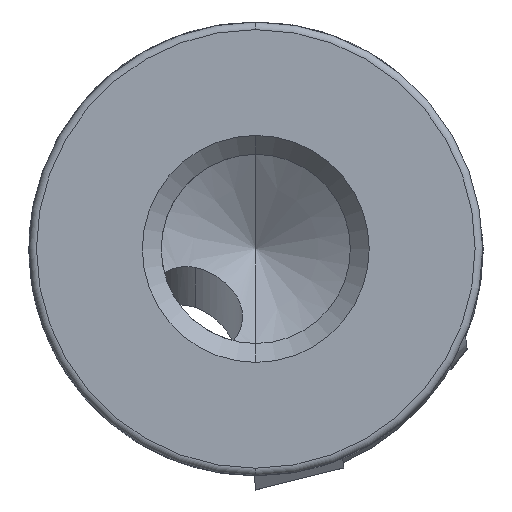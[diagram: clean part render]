
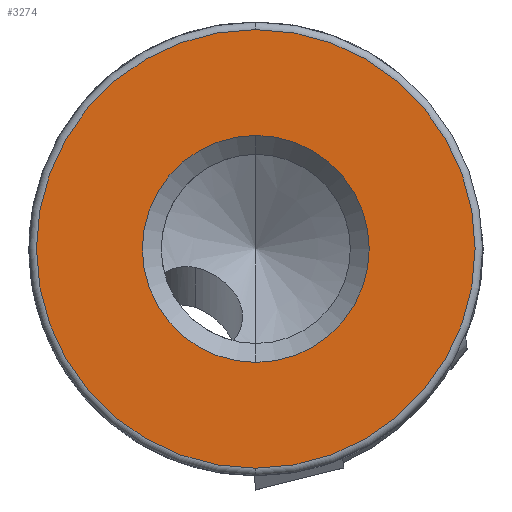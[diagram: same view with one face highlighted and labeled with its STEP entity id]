
A CAD part, left-side view. The second image highlights one B-rep face of the part: STEP entity #3274.
In plain terms, the highlighted planar face has unit normal (-1, 0, 0).
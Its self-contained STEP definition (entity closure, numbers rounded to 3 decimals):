
#36 = AXIS2_PLACEMENT_3D ( 'NONE', #2104, #2087, #2092 ) ;
#244 = CARTESIAN_POINT ( 'NONE',  ( -23., 0., 12.175 ) ) ;
#381 = CARTESIAN_POINT ( 'NONE',  ( -23., 0., 9.375 ) ) ;
#463 = CIRCLE ( 'NONE', #1575, 5.8 ) ;
#498 = VERTEX_POINT ( 'NONE', #1572 ) ;
#573 = DIRECTION ( 'NONE',  ( 0., 0., -1. ) ) ;
#585 = DIRECTION ( 'NONE',  ( -1., 0., 0. ) ) ;
#586 = CARTESIAN_POINT ( 'NONE',  ( -23., 0., 6.375 ) ) ;
#651 = DIRECTION ( 'NONE',  ( 0., 0., 1. ) ) ;
#659 = DIRECTION ( 'NONE',  ( -1., 0., 0. ) ) ;
#665 = CARTESIAN_POINT ( 'NONE',  ( -23., 0., 6.375 ) ) ;
#728 = EDGE_LOOP ( 'NONE', ( #4490, #4528 ) ) ;
#759 = FACE_BOUND ( 'NONE', #728, .T. ) ;
#826 = AXIS2_PLACEMENT_3D ( 'NONE', #2883, #2873, #2839 ) ;
#867 = VERTEX_POINT ( 'NONE', #381 ) ;
#909 = VERTEX_POINT ( 'NONE', #244 ) ;
#1011 = EDGE_LOOP ( 'NONE', ( #4476, #4479 ) ) ;
#1460 = AXIS2_PLACEMENT_3D ( 'NONE', #4787, #4783, #4778 ) ;
#1502 = VERTEX_POINT ( 'NONE', #3183 ) ;
#1540 = CIRCLE ( 'NONE', #1600, 3. ) ;
#1572 = CARTESIAN_POINT ( 'NONE',  ( -23., 0., 3.375 ) ) ;
#1575 = AXIS2_PLACEMENT_3D ( 'NONE', #586, #585, #573 ) ;
#1600 = AXIS2_PLACEMENT_3D ( 'NONE', #665, #659, #651 ) ;
#2087 = DIRECTION ( 'NONE',  ( 1., 0., 0. ) ) ;
#2088 = PLANE ( 'NONE',  #36 ) ;
#2092 = DIRECTION ( 'NONE',  ( 0., 0., -1. ) ) ;
#2104 = CARTESIAN_POINT ( 'NONE',  ( -23., 0., 0.375 ) ) ;
#2436 = EDGE_CURVE ( 'NONE', #867, #498, #1540, .T. ) ;
#2466 = EDGE_CURVE ( 'NONE', #1502, #909, #463, .T. ) ;
#2839 = DIRECTION ( 'NONE',  ( 0., 0., -1. ) ) ;
#2873 = DIRECTION ( 'NONE',  ( -1., 0., 0. ) ) ;
#2883 = CARTESIAN_POINT ( 'NONE',  ( -23., 0., 6.375 ) ) ;
#3049 = CIRCLE ( 'NONE', #1460, 3. ) ;
#3183 = CARTESIAN_POINT ( 'NONE',  ( -23., 0., 0.575 ) ) ;
#3274 = ADVANCED_FACE ( 'NONE', ( #3832, #759 ), #2088, .F. ) ;
#3832 = FACE_OUTER_BOUND ( 'NONE', #1011, .T. ) ;
#3929 = EDGE_CURVE ( 'NONE', #909, #1502, #3975, .T. ) ;
#3975 = CIRCLE ( 'NONE', #826, 5.8 ) ;
#4318 = EDGE_CURVE ( 'NONE', #498, #867, #3049, .T. ) ;
#4476 = ORIENTED_EDGE ( 'NONE', *, *, #2466, .T. ) ;
#4479 = ORIENTED_EDGE ( 'NONE', *, *, #3929, .T. ) ;
#4490 = ORIENTED_EDGE ( 'NONE', *, *, #2436, .F. ) ;
#4528 = ORIENTED_EDGE ( 'NONE', *, *, #4318, .F. ) ;
#4778 = DIRECTION ( 'NONE',  ( 0., 0., 1. ) ) ;
#4783 = DIRECTION ( 'NONE',  ( -1., 0., 0. ) ) ;
#4787 = CARTESIAN_POINT ( 'NONE',  ( -23., 0., 6.375 ) ) ;
